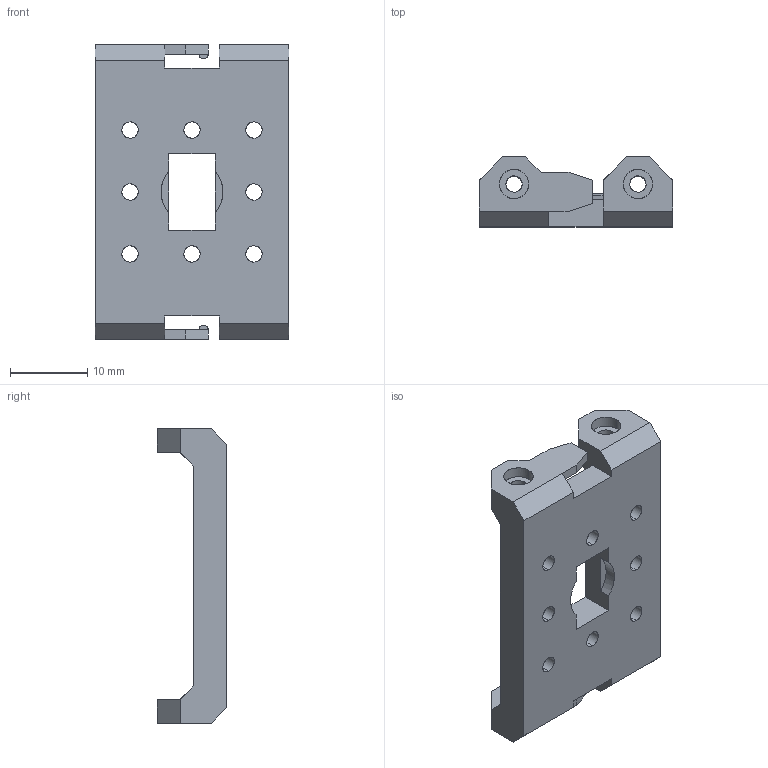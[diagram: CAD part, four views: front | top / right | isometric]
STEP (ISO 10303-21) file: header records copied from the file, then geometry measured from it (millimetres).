
FILE_DESCRIPTION( ('This file contains a STEP AP42 implementation' ,'as created by ZW3D STEP Interface translator.') ,'2;1' );
FILE_NAME( 'sw2012-socketmini.stp' ,'12 9 9. 44654', (''), ('ZWCAD Software Co.'), 'Version 1.0', 'ZW3D to STEP translator', '' );
FILE_SCHEMA( ('CONFIG_CONTROL_DESIGN') );
Length unit declared in the file: millimetre
Products named in the file (1): 0
Bounding box: 25 x 9 x 38 mm (x, y, z)
Surface area: 3583.7 mm2 (no closed solid volume)
Topology: 0 solids, 0 shells, 243 faces, 1374 edges, 1374 vertices
Faces by surface type: bspline 243
Entity records: 21424 total; most frequent: CARTESIAN_POINT 11148, B_SPLINE_CURVE_WITH_KNOTS 2666, PARAMETRIC_REPRESENTATION_CONTEXT 1374, DEFINITIONAL_REPRESENTATION 1374, PCURVE 1374, SURFACE_CURVE 1374, COMPOSITE_CURVE_SEGMENT 1374, OUTER_BOUNDARY_CURVE 243
